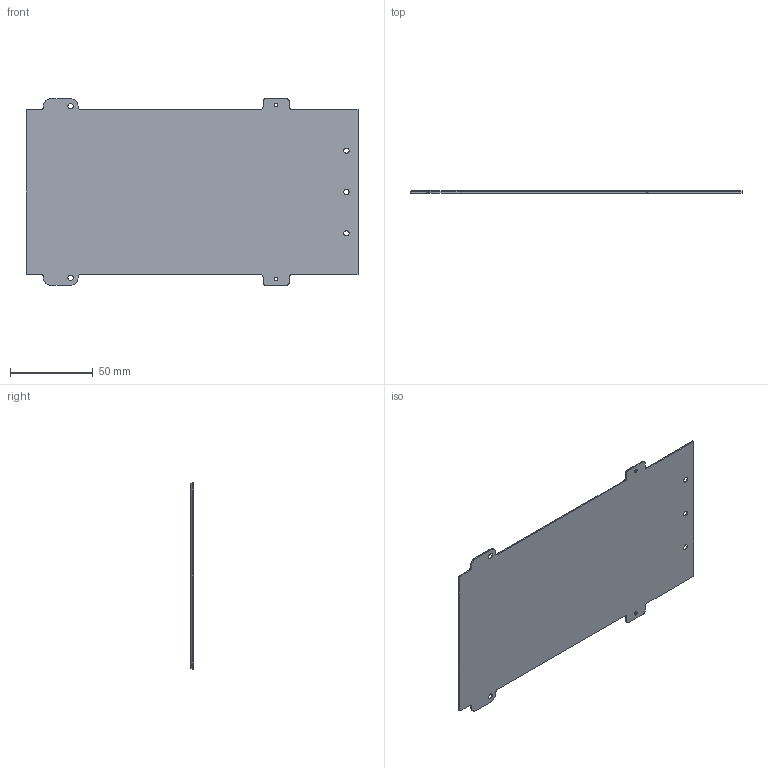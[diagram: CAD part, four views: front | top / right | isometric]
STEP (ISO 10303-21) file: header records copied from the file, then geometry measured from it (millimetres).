
FILE_DESCRIPTION (( 'STEP AP214' ), '1' );
FILE_NAME ('4443111-02.STEP', '2022-01-31T13:14:30', ( '' ), ( '' ), 'SwSTEP 2.0', 'SolidWorks 2016', '' );
FILE_SCHEMA (( 'AUTOMOTIVE_DESIGN' ));
Length unit declared in the file: millimetre
Products named in the file (1): 4443111-02
Bounding box: 201 x 1.5 x 113 mm (x, y, z)
Volume: 30528.8 mm3; surface area: 41793.9 mm2
Topology: 1 solids, 1 shells, 105 faces, 259 edges, 156 vertices
Faces by surface type: plane 41, cone 32, cylinder 32
Entity records: 3131 total; most frequent: DIRECTION 567, CARTESIAN_POINT 521, ORIENTED_EDGE 518, EDGE_CURVE 259, AXIS2_PLACEMENT_3D 202, VECTOR 163, LINE 163, VERTEX_POINT 156
